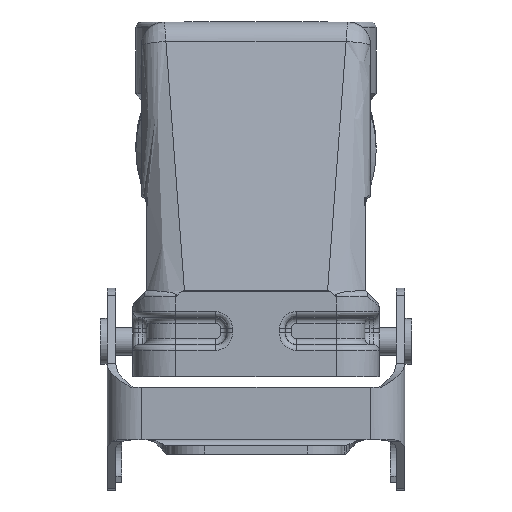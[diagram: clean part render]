
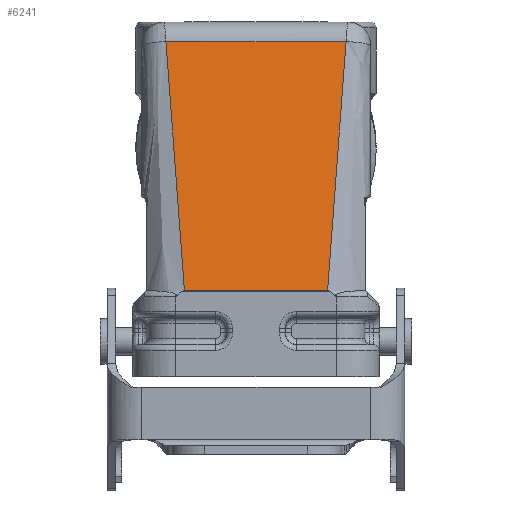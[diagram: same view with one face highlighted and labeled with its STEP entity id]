
A CAD part, left-side view. The second image highlights one B-rep face of the part: STEP entity #6241.
In plain terms, the highlighted planar face has unit normal (-0.99, 0, 0.139).
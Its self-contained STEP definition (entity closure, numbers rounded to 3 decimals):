
#5262=FACE_OUTER_BOUND('',#7459,.T.);
#6241=ADVANCED_FACE('',(#5262),#6853,.T.);
#6853=PLANE('',#18283);
#7459=EDGE_LOOP('',(#11936,#11937,#11938,#11939));
#8266=LINE('',#22516,#9105);
#8267=LINE('',#22543,#9106);
#8646=LINE('',#25871,#9551);
#8647=LINE('',#25872,#9552);
#9105=VECTOR('',#19073,1.);
#9106=VECTOR('',#19074,1.);
#9551=VECTOR('',#20331,1.);
#9552=VECTOR('',#20332,1.);
#11936=ORIENTED_EDGE('',*,*,#15670,.T.);
#11937=ORIENTED_EDGE('',*,*,#16404,.T.);
#11938=ORIENTED_EDGE('',*,*,#15673,.T.);
#11939=ORIENTED_EDGE('',*,*,#16405,.T.);
#14446=VERTEX_POINT('',#22440);
#14454=VERTEX_POINT('',#22515);
#14457=VERTEX_POINT('',#22542);
#14458=VERTEX_POINT('',#22544);
#15670=EDGE_CURVE('',#14446,#14454,#8266,.T.);
#15673=EDGE_CURVE('',#14458,#14457,#8267,.T.);
#16404=EDGE_CURVE('',#14454,#14458,#8646,.T.);
#16405=EDGE_CURVE('',#14457,#14446,#8647,.T.);
#18283=AXIS2_PLACEMENT_3D('',#25873,#20333,#20334);
#19073=DIRECTION('',(0.139,-0.074,0.988));
#19074=DIRECTION('',(-0.139,-0.074,-0.988));
#20331=DIRECTION('',(0.,1.,0.));
#20332=DIRECTION('',(0.,-1.,0.));
#20333=DIRECTION('',(-0.99,0.,0.139));
#20334=DIRECTION('',(-0.139,0.,-0.99));
#22440=CARTESIAN_POINT('',(-46.74,-12.505,15.069));
#22515=CARTESIAN_POINT('',(-40.629,-15.744,58.557));
#22516=CARTESIAN_POINT('',(-46.74,-12.505,15.069));
#22542=CARTESIAN_POINT('',(-46.74,12.505,15.069));
#22543=CARTESIAN_POINT('',(-40.629,15.744,58.557));
#22544=CARTESIAN_POINT('',(-40.629,15.744,58.557));
#25871=CARTESIAN_POINT('',(-40.629,-15.744,58.557));
#25872=CARTESIAN_POINT('',(-46.74,12.505,15.069));
#25873=CARTESIAN_POINT('',(-39.8,16.744,64.449));
